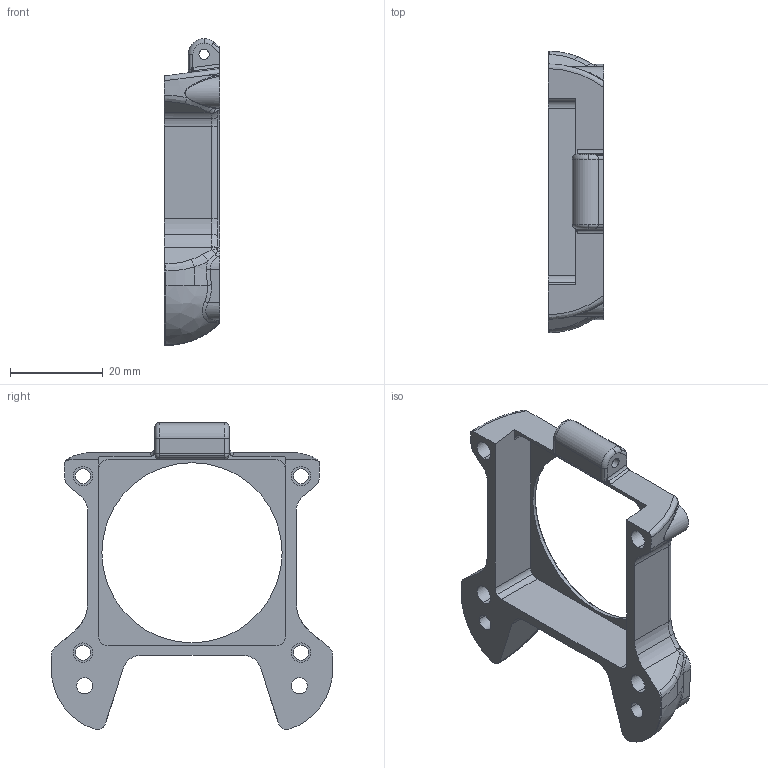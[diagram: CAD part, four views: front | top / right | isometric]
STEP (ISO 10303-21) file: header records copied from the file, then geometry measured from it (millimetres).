
FILE_DESCRIPTION (( 'STEP AP214' ), '1' );
FILE_NAME ('Hotend_Fan_Mount_Mod.STEP', '2023-01-21T22:10:52', ( '' ), ( '' ), 'SwSTEP 2.0', 'SolidWorks 2023', '' );
FILE_SCHEMA (( 'AUTOMOTIVE_DESIGN' ));
Length unit declared in the file: millimetre
Products named in the file (1): Hotend_Fan_Mount_Mod
Bounding box: 12 x 60.58 x 66.07 mm (x, y, z)
Volume: 9416.3 mm3; surface area: 7733.7 mm2
Topology: 1 solids, 1 shells, 250 faces, 635 edges, 389 vertices
Faces by surface type: cylinder 90, plane 62, bspline 58, torus 22, cone 16, sphere 2
Entity records: 10511 total; most frequent: CARTESIAN_POINT 4847, ORIENTED_EDGE 1266, DIRECTION 1092, EDGE_CURVE 633, AXIS2_PLACEMENT_3D 435, VERTEX_POINT 389, EDGE_LOOP 270, ADVANCED_FACE 250
